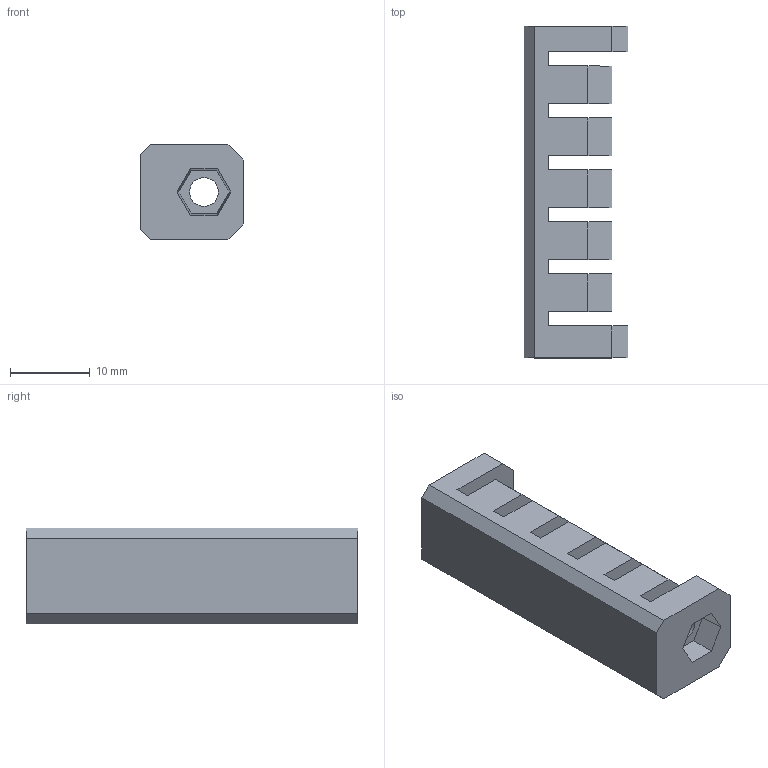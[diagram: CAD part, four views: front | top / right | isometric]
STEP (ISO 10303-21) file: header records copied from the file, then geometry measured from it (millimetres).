
FILE_DESCRIPTION(/* description */ (''),/* implementation_level */ '2;1');
FILE_NAME(/* name */ 's-buffer-spacer.step',/* time_stamp */ '2019-04-03T23:34:30+02:00',/* author */ ('emanueleX4R7V'),/* organization */ (''),/* preprocessor_version */ 'ST-DEVELOPER v17.2',/* originating_system */ 'Autodesk Translation Framework v7.6.0.251',/* authorisation */ '');
FILE_SCHEMA (('AUTOMOTIVE_DESIGN { 1 0 10303 214 3 1 1 }'));
Length unit declared in the file: millimetre
Products named in the file (1): all but prisms
Bounding box: 13 x 41.5 x 12 mm (x, y, z)
Volume: 3912 mm3; surface area: 3242.3 mm2
Topology: 1 solids, 1 shells, 62 faces, 174 edges, 116 vertices
Faces by surface type: plane 54, cylinder 8
Full cylindrical faces by diameter (mm): 3.6 x7, 7 x1
Entity records: 2084 total; most frequent: CARTESIAN_POINT 353, ORIENTED_EDGE 348, DIRECTION 316, EDGE_CURVE 174, LINE 158, VECTOR 158, VERTEX_POINT 116, AXIS2_PLACEMENT_3D 79
